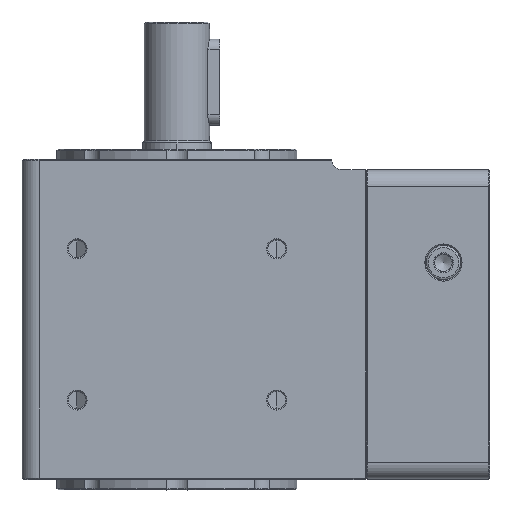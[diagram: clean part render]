
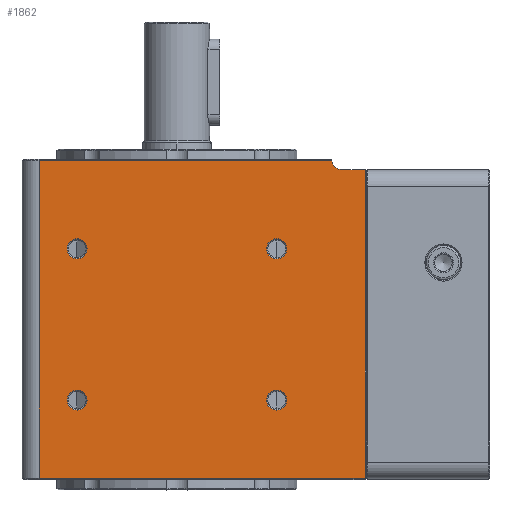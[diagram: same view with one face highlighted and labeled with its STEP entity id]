
A CAD part, top view. The second image highlights one B-rep face of the part: STEP entity #1862.
In plain terms, the highlighted planar face has unit normal (0, 0, 1).
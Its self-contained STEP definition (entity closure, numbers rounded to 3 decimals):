
#707=FACE_BOUND('',#4078,.T.);
#708=FACE_BOUND('',#4079,.T.);
#709=FACE_BOUND('',#4080,.T.);
#710=FACE_BOUND('',#4081,.T.);
#711=FACE_BOUND('',#4082,.T.);
#1198=PLANE('',#16348);
#1862=ADVANCED_FACE('',(#707,#708,#709,#710,#711),#1198,.T.);
#4078=EDGE_LOOP('',(#8379,#8380,#8381,#8382,#8383,#8384));
#4079=EDGE_LOOP('',(#8385,#8386));
#4080=EDGE_LOOP('',(#8387,#8388));
#4081=EDGE_LOOP('',(#8389,#8390));
#4082=EDGE_LOOP('',(#8391,#8392));
#5221=LINE('',#25452,#6049);
#5222=LINE('',#25454,#6050);
#5223=LINE('',#25458,#6051);
#5224=LINE('',#25460,#6052);
#5225=LINE('',#25462,#6053);
#6049=VECTOR('',#19807,1.);
#6050=VECTOR('',#19810,1.);
#6051=VECTOR('',#19813,1.);
#6052=VECTOR('',#19814,1.);
#6053=VECTOR('',#19815,1.);
#8379=ORIENTED_EDGE('',*,*,#12996,.T.);
#8380=ORIENTED_EDGE('',*,*,#12997,.T.);
#8381=ORIENTED_EDGE('',*,*,#12998,.T.);
#8382=ORIENTED_EDGE('',*,*,#12999,.T.);
#8383=ORIENTED_EDGE('',*,*,#13000,.T.);
#8384=ORIENTED_EDGE('',*,*,#12995,.F.);
#8385=ORIENTED_EDGE('',*,*,#13001,.T.);
#8386=ORIENTED_EDGE('',*,*,#13002,.T.);
#8387=ORIENTED_EDGE('',*,*,#13003,.T.);
#8388=ORIENTED_EDGE('',*,*,#13004,.T.);
#8389=ORIENTED_EDGE('',*,*,#13005,.T.);
#8390=ORIENTED_EDGE('',*,*,#13006,.T.);
#8391=ORIENTED_EDGE('',*,*,#13007,.T.);
#8392=ORIENTED_EDGE('',*,*,#13008,.T.);
#11318=VERTEX_POINT('',#25443);
#11320=VERTEX_POINT('',#25449);
#11321=VERTEX_POINT('',#25455);
#11322=VERTEX_POINT('',#25457);
#11323=VERTEX_POINT('',#25459);
#11324=VERTEX_POINT('',#25461);
#11325=VERTEX_POINT('',#25464);
#11326=VERTEX_POINT('',#25465);
#11327=VERTEX_POINT('',#25468);
#11328=VERTEX_POINT('',#25469);
#11329=VERTEX_POINT('',#25472);
#11330=VERTEX_POINT('',#25473);
#11331=VERTEX_POINT('',#25476);
#11332=VERTEX_POINT('',#25477);
#12995=EDGE_CURVE('',#11318,#11320,#5221,.T.);
#12996=EDGE_CURVE('',#11318,#11321,#5222,.T.);
#12997=EDGE_CURVE('',#11321,#11322,#14855,.T.);
#12998=EDGE_CURVE('',#11322,#11323,#5223,.T.);
#12999=EDGE_CURVE('',#11323,#11324,#5224,.T.);
#13000=EDGE_CURVE('',#11324,#11320,#5225,.T.);
#13001=EDGE_CURVE('',#11325,#11326,#14856,.T.);
#13002=EDGE_CURVE('',#11326,#11325,#14857,.T.);
#13003=EDGE_CURVE('',#11327,#11328,#14858,.T.);
#13004=EDGE_CURVE('',#11328,#11327,#14859,.T.);
#13005=EDGE_CURVE('',#11329,#11330,#14860,.T.);
#13006=EDGE_CURVE('',#11330,#11329,#14861,.T.);
#13007=EDGE_CURVE('',#11331,#11332,#14862,.T.);
#13008=EDGE_CURVE('',#11332,#11331,#14863,.T.);
#14855=CIRCLE('',#16339,3.);
#14856=CIRCLE('',#16340,2.9);
#14857=CIRCLE('',#16341,2.9);
#14858=CIRCLE('',#16342,2.9);
#14859=CIRCLE('',#16343,2.9);
#14860=CIRCLE('',#16344,2.9);
#14861=CIRCLE('',#16345,2.9);
#14862=CIRCLE('',#16346,2.9);
#14863=CIRCLE('',#16347,2.9);
#16339=AXIS2_PLACEMENT_3D('',#25456,#19811,#19812);
#16340=AXIS2_PLACEMENT_3D('',#25463,#19816,#19817);
#16341=AXIS2_PLACEMENT_3D('',#25466,#19818,#19819);
#16342=AXIS2_PLACEMENT_3D('',#25467,#19820,#19821);
#16343=AXIS2_PLACEMENT_3D('',#25470,#19822,#19823);
#16344=AXIS2_PLACEMENT_3D('',#25471,#19824,#19825);
#16345=AXIS2_PLACEMENT_3D('',#25474,#19826,#19827);
#16346=AXIS2_PLACEMENT_3D('',#25475,#19828,#19829);
#16347=AXIS2_PLACEMENT_3D('',#25478,#19830,#19831);
#16348=AXIS2_PLACEMENT_3D('',#25479,#19832,#19833);
#19807=DIRECTION('',(0.,-1.,0.));
#19810=DIRECTION('',(-1.,0.,0.));
#19811=DIRECTION('',(0.,0.,-1.));
#19812=DIRECTION('',(0.,-1.,0.));
#19813=DIRECTION('',(-1.,0.,0.));
#19814=DIRECTION('',(0.,-1.,0.));
#19815=DIRECTION('',(1.,0.,0.));
#19816=DIRECTION('',(0.,0.,-1.));
#19817=DIRECTION('',(-1.,0.,0.));
#19818=DIRECTION('',(0.,0.,-1.));
#19819=DIRECTION('',(1.,0.,0.));
#19820=DIRECTION('',(0.,0.,-1.));
#19821=DIRECTION('',(1.,0.,0.));
#19822=DIRECTION('',(0.,0.,-1.));
#19823=DIRECTION('',(-1.,0.,0.));
#19824=DIRECTION('',(0.,0.,-1.));
#19825=DIRECTION('',(1.,0.,0.));
#19826=DIRECTION('',(0.,0.,-1.));
#19827=DIRECTION('',(-1.,0.,0.));
#19828=DIRECTION('',(0.,0.,-1.));
#19829=DIRECTION('',(1.,0.,0.));
#19830=DIRECTION('',(0.,0.,-1.));
#19831=DIRECTION('',(-1.,0.,0.));
#19832=DIRECTION('',(0.,0.,1.));
#19833=DIRECTION('',(-1.,0.,0.));
#25443=CARTESIAN_POINT('',(54.7,94.,45.));
#25449=CARTESIAN_POINT('',(54.7,4.3,45.));
#25452=CARTESIAN_POINT('',(54.7,94.,45.));
#25454=CARTESIAN_POINT('',(54.7,94.,45.));
#25455=CARTESIAN_POINT('',(48.,94.,45.));
#25456=CARTESIAN_POINT('',(48.,97.,45.));
#25457=CARTESIAN_POINT('',(45.015,96.7,45.));
#25458=CARTESIAN_POINT('',(45.015,96.7,45.));
#25459=CARTESIAN_POINT('',(-40.,96.7,45.));
#25460=CARTESIAN_POINT('',(-40.,96.7,45.));
#25461=CARTESIAN_POINT('',(-40.,4.3,45.));
#25462=CARTESIAN_POINT('',(-40.,4.3,45.));
#25463=CARTESIAN_POINT('',(29.,71.,45.));
#25464=CARTESIAN_POINT('',(26.1,71.,45.));
#25465=CARTESIAN_POINT('',(31.9,71.,45.));
#25466=CARTESIAN_POINT('',(29.,71.,45.));
#25467=CARTESIAN_POINT('',(29.,27.,45.));
#25468=CARTESIAN_POINT('',(31.9,27.,45.));
#25469=CARTESIAN_POINT('',(26.1,27.,45.));
#25470=CARTESIAN_POINT('',(29.,27.,45.));
#25471=CARTESIAN_POINT('',(-29.,27.,45.));
#25472=CARTESIAN_POINT('',(-26.1,27.,45.));
#25473=CARTESIAN_POINT('',(-31.9,27.,45.));
#25474=CARTESIAN_POINT('',(-29.,27.,45.));
#25475=CARTESIAN_POINT('',(-29.,71.,45.));
#25476=CARTESIAN_POINT('',(-26.1,71.,45.));
#25477=CARTESIAN_POINT('',(-31.9,71.,45.));
#25478=CARTESIAN_POINT('',(-29.,71.,45.));
#25479=CARTESIAN_POINT('',(-45.,0.,45.));
